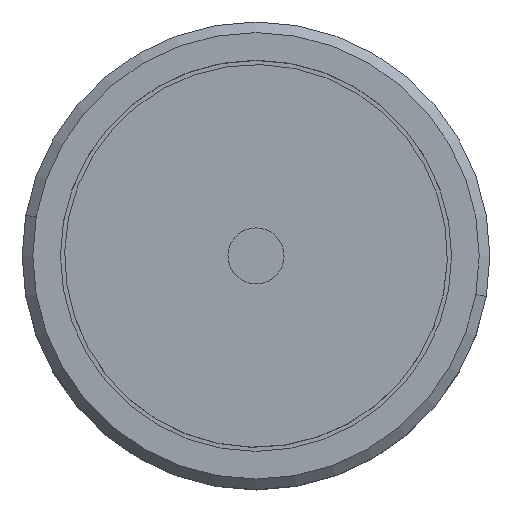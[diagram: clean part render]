
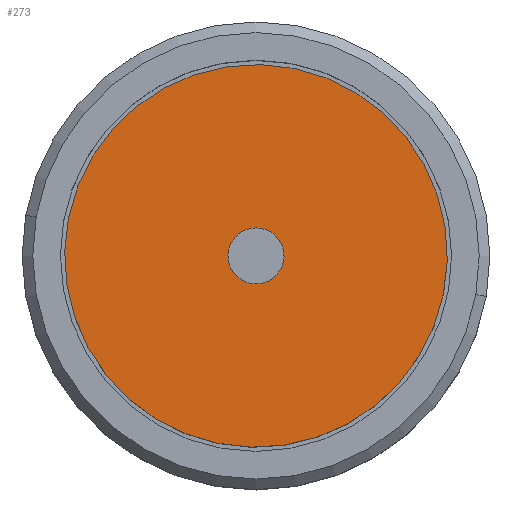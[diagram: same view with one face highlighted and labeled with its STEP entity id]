
A CAD part, top view. The second image highlights one B-rep face of the part: STEP entity #273.
In plain terms, the highlighted planar face has unit normal (0, 0, 1).
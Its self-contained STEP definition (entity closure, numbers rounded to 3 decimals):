
#14 = CARTESIAN_POINT ( 'NONE',  ( 0., 0., 5. ) ) ;
#35 = CARTESIAN_POINT ( 'NONE',  ( -9., 0., 5. ) ) ;
#56 = AXIS2_PLACEMENT_3D ( 'NONE', #14, #544, #269 ) ;
#90 = CIRCLE ( 'NONE', #249, 1.319 ) ;
#100 = ORIENTED_EDGE ( 'NONE', *, *, #260, .T. ) ;
#107 = EDGE_LOOP ( 'NONE', ( #397, #489 ) ) ;
#114 = EDGE_CURVE ( 'NONE', #501, #540, #280, .T. ) ;
#150 = DIRECTION ( 'NONE',  ( 0., 0., 1. ) ) ;
#162 = CARTESIAN_POINT ( 'NONE',  ( 0., 0., 5. ) ) ;
#171 = CARTESIAN_POINT ( 'NONE',  ( 1.319, 0., 5. ) ) ;
#177 = CARTESIAN_POINT ( 'NONE',  ( -1.319, 0., 5. ) ) ;
#190 = CARTESIAN_POINT ( 'NONE',  ( 0., 0., 5. ) ) ;
#197 = DIRECTION ( 'NONE',  ( 1., 0., 0. ) ) ;
#216 = DIRECTION ( 'NONE',  ( 0., 0., 1. ) ) ;
#228 = AXIS2_PLACEMENT_3D ( 'NONE', #162, #363, #357 ) ;
#232 = CARTESIAN_POINT ( 'NONE',  ( 0., 0., 5. ) ) ;
#249 = AXIS2_PLACEMENT_3D ( 'NONE', #190, #572, #197 ) ;
#250 = EDGE_CURVE ( 'NONE', #540, #501, #340, .T. ) ;
#260 = EDGE_CURVE ( 'NONE', #330, #558, #428, .T. ) ;
#269 = DIRECTION ( 'NONE',  ( 1., 0., 0. ) ) ;
#273 = ADVANCED_FACE ( 'NONE', ( #319, #506 ), #403, .T. ) ;
#280 = CIRCLE ( 'NONE', #608, 9. ) ;
#319 = FACE_OUTER_BOUND ( 'NONE', #107, .T. ) ;
#330 = VERTEX_POINT ( 'NONE', #171 ) ;
#340 = CIRCLE ( 'NONE', #537, 9. ) ;
#357 = DIRECTION ( 'NONE',  ( 1., 0., 0. ) ) ;
#363 = DIRECTION ( 'NONE',  ( 0., 0., -1. ) ) ;
#397 = ORIENTED_EDGE ( 'NONE', *, *, #250, .T. ) ;
#403 = PLANE ( 'NONE',  #56 ) ;
#410 = CARTESIAN_POINT ( 'NONE',  ( 0., 0., 5. ) ) ;
#428 = CIRCLE ( 'NONE', #228, 1.319 ) ;
#433 = EDGE_CURVE ( 'NONE', #558, #330, #90, .T. ) ;
#440 = EDGE_LOOP ( 'NONE', ( #100, #545 ) ) ;
#455 = DIRECTION ( 'NONE',  ( 1., 0., 0. ) ) ;
#489 = ORIENTED_EDGE ( 'NONE', *, *, #114, .T. ) ;
#501 = VERTEX_POINT ( 'NONE', #615 ) ;
#506 = FACE_BOUND ( 'NONE', #440, .T. ) ;
#537 = AXIS2_PLACEMENT_3D ( 'NONE', #410, #216, #455 ) ;
#540 = VERTEX_POINT ( 'NONE', #35 ) ;
#544 = DIRECTION ( 'NONE',  ( 0., 0., 1. ) ) ;
#545 = ORIENTED_EDGE ( 'NONE', *, *, #433, .T. ) ;
#558 = VERTEX_POINT ( 'NONE', #177 ) ;
#572 = DIRECTION ( 'NONE',  ( 0., 0., -1. ) ) ;
#581 = DIRECTION ( 'NONE',  ( 1., 0., 0. ) ) ;
#608 = AXIS2_PLACEMENT_3D ( 'NONE', #232, #150, #581 ) ;
#615 = CARTESIAN_POINT ( 'NONE',  ( 9., 0., 5. ) ) ;
